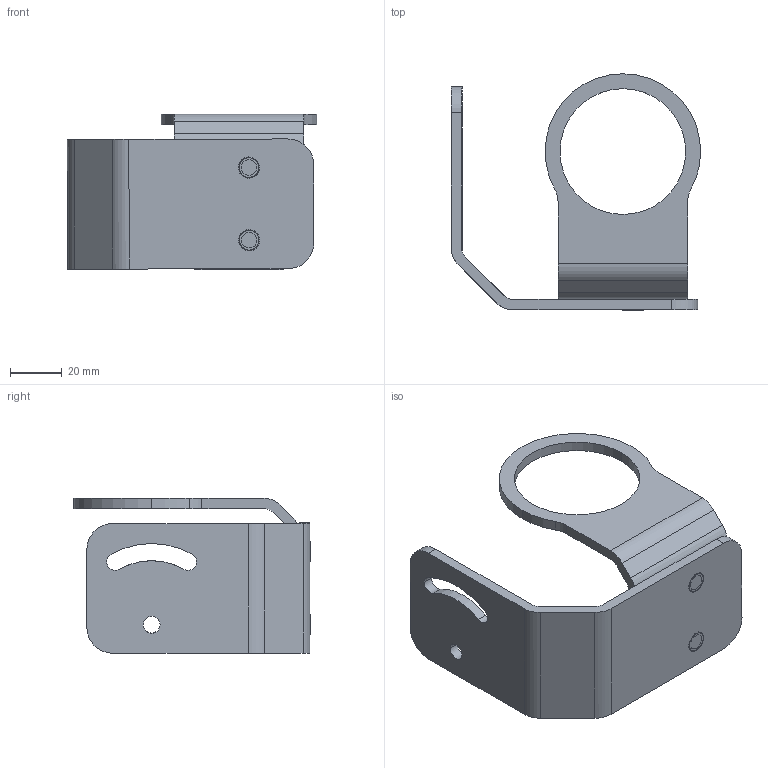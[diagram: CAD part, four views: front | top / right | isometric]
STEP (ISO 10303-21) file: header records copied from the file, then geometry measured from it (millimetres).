
FILE_DESCRIPTION (( 'STEP AP214' ), '1' );
FILE_NAME ('ACCTLAB - Mounting bracket CxL CxV, adjustable in two axes NC coord fxt.STEP', '2023-07-05T20:57:07', ( '' ), ( '' ), 'SwSTEP 2.0', 'SolidWorks 2021', '' );
FILE_SCHEMA (( 'AUTOMOTIVE_DESIGN' ));
Length unit declared in the file: inch
Products named in the file (1): ACCTLAB - Mounting bracket CxL CxV, adjustable in two axes NC coord fxt
Bounding box: 96.16 x 91.1 x 60 mm (x, y, z)
Volume: 52684 mm3; surface area: 32883.8 mm2
Topology: 10 solids, 10 shells, 509 faces, 1263 edges, 780 vertices
Faces by surface type: cone 192, cylinder 156, plane 149, bspline 12
Entity records: 15530 total; most frequent: CARTESIAN_POINT 3057, DIRECTION 2733, ORIENTED_EDGE 2526, EDGE_CURVE 1263, AXIS2_PLACEMENT_3D 1080, VERTEX_POINT 780, CIRCLE 582, VECTOR 573
